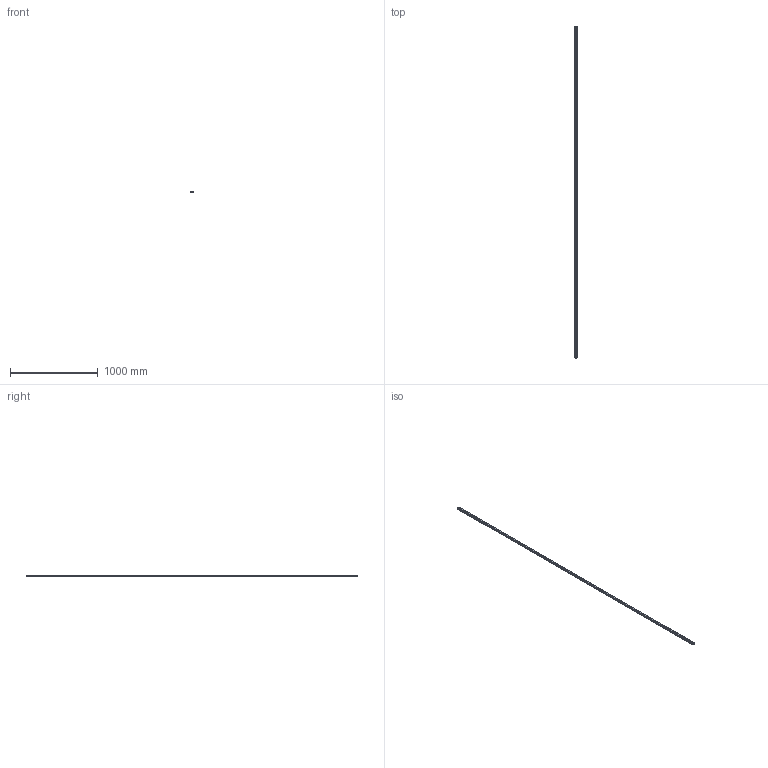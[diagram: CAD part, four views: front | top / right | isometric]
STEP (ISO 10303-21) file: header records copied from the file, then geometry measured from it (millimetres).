
FILE_DESCRIPTION(('STEP AP214'),'1');
FILE_NAME('cctmp_02E019BF-0906-40F3-8E75-2DB94F1E93BF_2020_6_9_14_42_19_764..stp','2020-06-09T12:42:20',('HIWIN GmbH'),('CADClick - www.CADClick.com'),'Spatial InterOp 3D',' ','unknown authorization');
FILE_SCHEMA(('AUTOMOTIVE_DESIGN'));
Length unit declared in the file: millimetre
Products named in the file (1): HGR25R3790H_FILE
Bounding box: 23 x 3790 x 22 mm (x, y, z)
Volume: 1575848.6 mm3; surface area: 388969.1 mm2
Topology: 1 solids, 1 shells, 867 faces, 2205 edges, 1470 vertices
Faces by surface type: plane 467, cylinder 400
Entity records: 33843 total; most frequent: DIRECTION 5245, CARTESIAN_POINT 4543, ORIENTED_EDGE 4410, EDGE_CURVE 2205, AXIS2_PLACEMENT_3D 2172, VERTEX_POINT 1470, CIRCLE 1052, EDGE_LOOP 997
